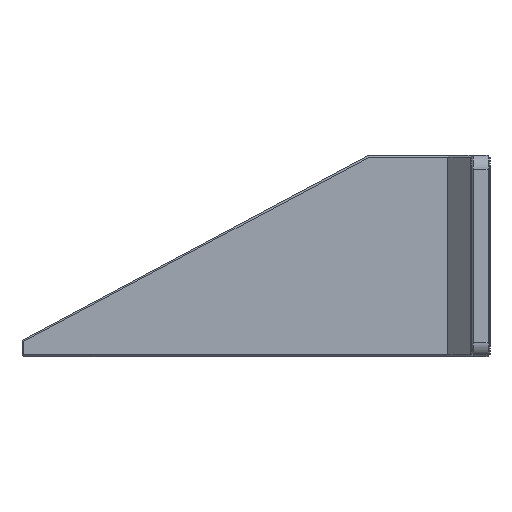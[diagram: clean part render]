
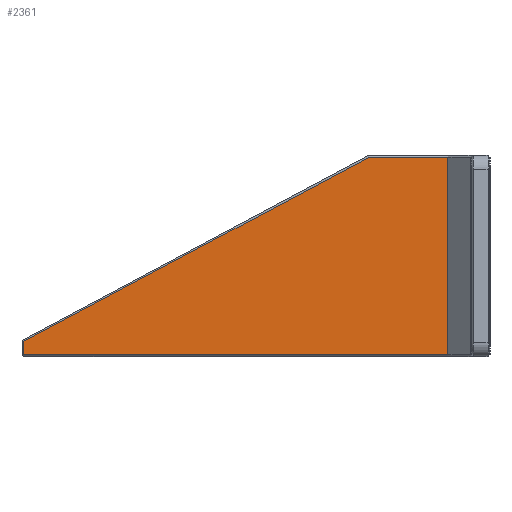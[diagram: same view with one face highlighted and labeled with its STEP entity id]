
A CAD part, left-side view. The second image highlights one B-rep face of the part: STEP entity #2361.
In plain terms, the highlighted planar face has unit normal (-1, 0, 0).
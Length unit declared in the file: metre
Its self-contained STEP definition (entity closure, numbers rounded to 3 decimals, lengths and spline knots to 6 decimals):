
#102=ORIENTED_EDGE('',*,*,#798,.T.);
#103=ORIENTED_EDGE('',*,*,#799,.T.);
#104=ORIENTED_EDGE('',*,*,#800,.T.);
#105=ORIENTED_EDGE('',*,*,#801,.T.);
#106=ORIENTED_EDGE('',*,*,#802,.T.);
#798=EDGE_CURVE('',#1146,#1147,#1354,.T.);
#799=EDGE_CURVE('',#1147,#1148,#1355,.T.);
#800=EDGE_CURVE('',#1148,#1149,#1356,.T.);
#801=EDGE_CURVE('',#1149,#1150,#1357,.T.);
#802=EDGE_CURVE('',#1150,#1146,#1358,.T.);
#1146=VERTEX_POINT('',#3396);
#1147=VERTEX_POINT('',#3397);
#1148=VERTEX_POINT('',#3399);
#1149=VERTEX_POINT('',#3401);
#1150=VERTEX_POINT('',#3403);
#1354=LINE('',#3395,#1653);
#1355=LINE('',#3398,#1654);
#1356=LINE('',#3400,#1655);
#1357=LINE('',#3402,#1656);
#1358=LINE('',#3404,#1657);
#1653=VECTOR('',#2714,1.);
#1654=VECTOR('',#2715,1.);
#1655=VECTOR('',#2716,1.);
#1656=VECTOR('',#2717,1.);
#1657=VECTOR('',#2718,1.);
#1948=EDGE_LOOP('',(#102,#103,#104,#105,#106));
#2102=FACE_BOUND('',#1948,.T.);
#2256=PLANE('',#2515);
#2361=ADVANCED_FACE('',(#2102),#2256,.F.);
#2515=AXIS2_PLACEMENT_3D('',#3394,#2712,#2713);
#2712=DIRECTION('',(1.,0.,0.));
#2713=DIRECTION('',(0.,0.,-1.));
#2714=DIRECTION('',(0.,0.,1.));
#2715=DIRECTION('',(0.,1.,0.));
#2716=DIRECTION('',(0.,0.882,-0.471));
#2717=DIRECTION('',(0.,0.,-1.));
#2718=DIRECTION('',(0.,-1.,0.));
#3394=CARTESIAN_POINT('',(0.220708,-0.090758,0.062906));
#3395=CARTESIAN_POINT('',(0.220708,-0.106758,0.084906));
#3396=CARTESIAN_POINT('',(0.220708,-0.106758,0.041806));
#3397=CARTESIAN_POINT('',(0.220708,-0.106758,0.084006));
#3398=CARTESIAN_POINT('',(0.220708,-0.090758,0.084006));
#3399=CARTESIAN_POINT('',(0.220708,-0.089921,0.084006));
#3400=CARTESIAN_POINT('',(0.220708,-0.081811,0.079681));
#3401=CARTESIAN_POINT('',(0.220708,-0.016158,0.044666));
#3402=CARTESIAN_POINT('',(0.220708,-0.016158,0.062906));
#3403=CARTESIAN_POINT('',(0.220708,-0.016158,0.041806));
#3404=CARTESIAN_POINT('',(0.220708,-0.090758,0.041806));
